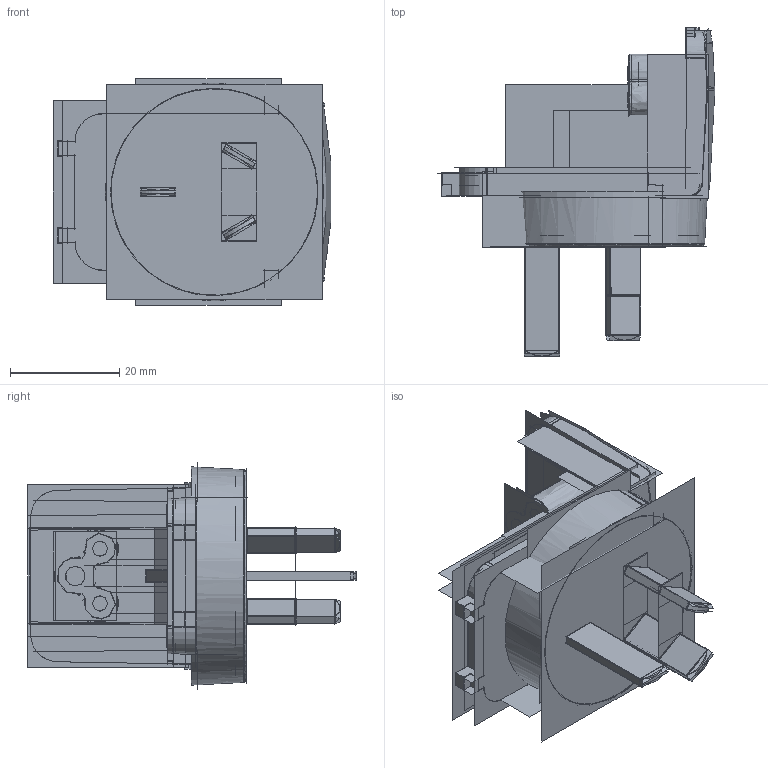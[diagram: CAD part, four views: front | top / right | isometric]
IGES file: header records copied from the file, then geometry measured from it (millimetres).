
Start section:  PTC IGES file: R-SAA-3.igs
Global section: file name: R-SAA-3.igs; native system: Pro/ENGINEER by Parametric Technology Corporation; preprocessor: 2010280; author: Administrator; organization: Unknown; date: 20180425.145652; units: millimetre
Bounding box: 50.82 x 60.14 x 41.49 mm (x, y, z)
Volume: 13998.2 mm3; surface area: 117868 mm2
Topology: 8 solids, 8 shells, 1186 faces, 5877 edges, 7217 vertices
Faces by surface type: bspline 884, revolution 296, extrusion 6
